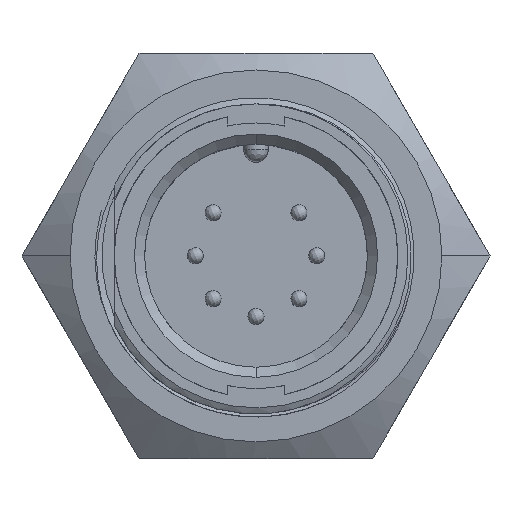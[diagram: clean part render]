
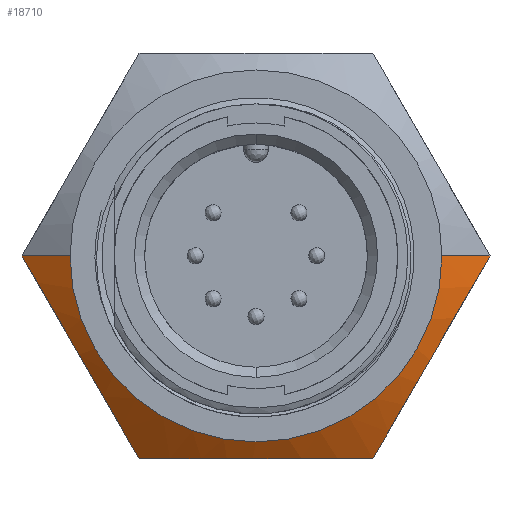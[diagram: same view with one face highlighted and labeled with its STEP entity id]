
A CAD part, top view. The second image highlights one B-rep face of the part: STEP entity #18710.
In plain terms, the highlighted conical face has half-angle 55 degrees and reference radius 14.683 mm.
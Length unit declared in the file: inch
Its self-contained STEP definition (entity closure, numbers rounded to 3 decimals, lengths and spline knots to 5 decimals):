
#598 = CARTESIAN_POINT ( 'NONE',  ( 0.04858, -0.5, -0.34357 ) ) ;
#699 = CARTESIAN_POINT ( 'NONE',  ( -0.38413, -0.33466, -0.34856 ) ) ;
#1093 = VERTEX_POINT ( 'NONE', #12291 ) ;
#1285 = ORIENTED_EDGE ( 'NONE', *, *, #17293, .T. ) ;
#1397 = CARTESIAN_POINT ( 'NONE',  ( -0.57735, 0., -0.3965 ) ) ;
#1406 = VERTEX_POINT ( 'NONE', #1397 ) ;
#1430 = DIRECTION ( 'NONE',  ( 0., 0., -1. ) ) ;
#1618 = CARTESIAN_POINT ( 'NONE',  ( 0.48189, -0.16534, -0.34856 ) ) ;
#2349 = CARTESIAN_POINT ( 'NONE',  ( 0.12209, -0.5, -0.35226 ) ) ;
#2436 = CARTESIAN_POINT ( 'NONE',  ( -0.33578, -0.41841, -0.36648 ) ) ;
#2866 = EDGE_CURVE ( 'NONE', #1093, #22260, #12820, .T. ) ;
#2994 = EDGE_LOOP ( 'NONE', ( #12839, #1285, #11638, #20043, #18654, #16027 ) ) ;
#3363 = CARTESIAN_POINT ( 'NONE',  ( 0.53024, -0.08159, -0.36648 ) ) ;
#4073 = CARTESIAN_POINT ( 'NONE',  ( 0.24185, -0.5, -0.38011 ) ) ;
#4156 = EDGE_CURVE ( 'NONE', #22260, #5472, #7904, .T. ) ;
#4180 = CARTESIAN_POINT ( 'NONE',  ( -0.28868, -0.5, -0.3965 ) ) ;
#4894 = EDGE_CURVE ( 'NONE', #6210, #5472, #18496, .T. ) ;
#5075 = CARTESIAN_POINT ( 'NONE',  ( 0.45881, 0., -0.3135 ) ) ;
#5087 = CARTESIAN_POINT ( 'NONE',  ( 0.57735, 0., -0.3965 ) ) ;
#5285 = VECTOR ( 'NONE', #19935, 39.37008 ) ;
#5472 = VERTEX_POINT ( 'NONE', #14105 ) ;
#6109 = AXIS2_PLACEMENT_3D ( 'NONE', #22385, #6899, #20726 ) ;
#6111 = CARTESIAN_POINT ( 'NONE',  ( 0.57806, 0., -0.397 ) ) ;
#6210 = VERTEX_POINT ( 'NONE', #5075 ) ;
#6760 = CARTESIAN_POINT ( 'NONE',  ( 0.28868, -0.5, -0.3965 ) ) ;
#6899 = DIRECTION ( 'NONE',  ( 0., 0., -1. ) ) ;
#6924 = LINE ( 'NONE', #17136, #15539 ) ;
#7269 = CARTESIAN_POINT ( 'NONE',  ( -0.28868, -0.5, -0.3965 ) ) ;
#7524 = CARTESIAN_POINT ( 'NONE',  ( -0.55401, -0.04043, -0.38015 ) ) ;
#7589 = CARTESIAN_POINT ( 'NONE',  ( -0.53042, -0.08128, -0.3666 ) ) ;
#7904 = B_SPLINE_CURVE_WITH_KNOTS ( 'NONE', 3,
 ( #6760, #18817, #8511, #20580, #10249, #22331, #11992, #1618, #13699, #3363, #15411, #5087 ),
 .UNSPECIFIED., .F., .F.,
 ( 4, 2, 2, 2, 2, 4 ),
 ( 0., 0.00372, 0.00743, 0.00929, 0.01115, 0.01486 ),
 .UNSPECIFIED. ) ;
#8187 = CARTESIAN_POINT ( 'NONE',  ( -0.45881, 0., -0.3135 ) ) ;
#8511 = CARTESIAN_POINT ( 'NONE',  ( 0.3356, -0.41872, -0.3666 ) ) ;
#9215 = CARTESIAN_POINT ( 'NONE',  ( -0.09912, -0.5, -0.3477 ) ) ;
#9314 = CARTESIAN_POINT ( 'NONE',  ( -0.45829, -0.20621, -0.34242 ) ) ;
#9884 = CIRCLE ( 'NONE', #20587, 0.45881 ) ;
#10249 = CARTESIAN_POINT ( 'NONE',  ( 0.40773, -0.29379, -0.34242 ) ) ;
#10962 = CARTESIAN_POINT ( 'NONE',  ( 0.02359, -0.5, -0.3423 ) ) ;
#11053 = CARTESIAN_POINT ( 'NONE',  ( -0.40872, -0.29208, -0.34357 ) ) ;
#11638 = ORIENTED_EDGE ( 'NONE', *, *, #17172, .T. ) ;
#11792 = CARTESIAN_POINT ( 'NONE',  ( 0., 0., -0.3135 ) ) ;
#11992 = CARTESIAN_POINT ( 'NONE',  ( 0.4573, -0.20792, -0.34357 ) ) ;
#12291 = CARTESIAN_POINT ( 'NONE',  ( -0.28868, -0.5, -0.3965 ) ) ;
#12698 = CARTESIAN_POINT ( 'NONE',  ( 0.09776, -0.5, -0.34856 ) ) ;
#12798 = CARTESIAN_POINT ( 'NONE',  ( -0.37197, -0.35574, -0.35226 ) ) ;
#12820 = B_SPLINE_CURVE_WITH_KNOTS ( 'NONE', 3,
 ( #7269, #14336, #19552, #9215, #21308, #10962, #598, #12698, #2349, #14411, #4073, #16126 ),
 .UNSPECIFIED., .F., .F.,
 ( 4, 2, 2, 2, 2, 4 ),
 ( 0., 0.00372, 0.00743, 0.00929, 0.01115, 0.01486 ),
 .UNSPECIFIED. ) ;
#12839 = ORIENTED_EDGE ( 'NONE', *, *, #4894, .F. ) ;
#13504 = DIRECTION ( 'NONE',  ( -1., 0., 0. ) ) ;
#13699 = CARTESIAN_POINT ( 'NONE',  ( 0.49406, -0.14426, -0.35226 ) ) ;
#14105 = CARTESIAN_POINT ( 'NONE',  ( 0.57735, 0., -0.3965 ) ) ;
#14336 = CARTESIAN_POINT ( 'NONE',  ( -0.24199, -0.5, -0.38015 ) ) ;
#14411 = CARTESIAN_POINT ( 'NONE',  ( 0.19446, -0.5, -0.36648 ) ) ;
#14502 = CARTESIAN_POINT ( 'NONE',  ( -0.31209, -0.45945, -0.38011 ) ) ;
#14557 = EDGE_CURVE ( 'NONE', #1406, #1093, #15556, .T. ) ;
#15411 = CARTESIAN_POINT ( 'NONE',  ( 0.55394, -0.04055, -0.38011 ) ) ;
#15539 = VECTOR ( 'NONE', #18871, 39.37008 ) ;
#15556 = B_SPLINE_CURVE_WITH_KNOTS ( 'NONE', 3,
 ( #17822, #7524, #7589, #19646, #9314, #21398, #11053, #699, #12798, #2436, #14502, #4180 ),
 .UNSPECIFIED., .F., .F.,
 ( 4, 2, 2, 2, 2, 4 ),
 ( 0., 0.00372, 0.00743, 0.00929, 0.01115, 0.01486 ),
 .UNSPECIFIED. ) ;
#16027 = ORIENTED_EDGE ( 'NONE', *, *, #4156, .T. ) ;
#16091 = CARTESIAN_POINT ( 'NONE',  ( 0.28868, -0.5, -0.3965 ) ) ;
#16126 = CARTESIAN_POINT ( 'NONE',  ( 0.28868, -0.5, -0.3965 ) ) ;
#17136 = CARTESIAN_POINT ( 'NONE',  ( -0.57806, 0., -0.397 ) ) ;
#17172 = EDGE_CURVE ( 'NONE', #18486, #1406, #6924, .T. ) ;
#17293 = EDGE_CURVE ( 'NONE', #6210, #18486, #9884, .T. ) ;
#17411 = FACE_OUTER_BOUND ( 'NONE', #2994, .T. ) ;
#17822 = CARTESIAN_POINT ( 'NONE',  ( -0.57735, 0., -0.3965 ) ) ;
#18486 = VERTEX_POINT ( 'NONE', #8187 ) ;
#18496 = LINE ( 'NONE', #6111, #5285 ) ;
#18654 = ORIENTED_EDGE ( 'NONE', *, *, #2866, .T. ) ;
#18710 = ADVANCED_FACE ( 'NONE', ( #17411 ), #20953, .T. ) ;
#18817 = CARTESIAN_POINT ( 'NONE',  ( 0.31202, -0.45957, -0.38015 ) ) ;
#18871 = DIRECTION ( 'NONE',  ( -0.819, 0., -0.574 ) ) ;
#19552 = CARTESIAN_POINT ( 'NONE',  ( -0.19482, -0.5, -0.3666 ) ) ;
#19646 = CARTESIAN_POINT ( 'NONE',  ( -0.48257, -0.16416, -0.3477 ) ) ;
#19935 = DIRECTION ( 'NONE',  ( 0.819, 0., -0.574 ) ) ;
#20043 = ORIENTED_EDGE ( 'NONE', *, *, #14557, .T. ) ;
#20580 = CARTESIAN_POINT ( 'NONE',  ( 0.38345, -0.33584, -0.3477 ) ) ;
#20587 = AXIS2_PLACEMENT_3D ( 'NONE', #11792, #1430, #13504 ) ;
#20726 = DIRECTION ( 'NONE',  ( -1., 0., 0. ) ) ;
#20953 = CONICAL_SURFACE ( 'NONE', #6109, 0.57806, 0.96 ) ;
#21308 = CARTESIAN_POINT ( 'NONE',  ( -0.05056, -0.5, -0.34242 ) ) ;
#21398 = CARTESIAN_POINT ( 'NONE',  ( -0.42122, -0.27043, -0.3423 ) ) ;
#22260 = VERTEX_POINT ( 'NONE', #16091 ) ;
#22331 = CARTESIAN_POINT ( 'NONE',  ( 0.44481, -0.22957, -0.3423 ) ) ;
#22385 = CARTESIAN_POINT ( 'NONE',  ( 0., 0., -0.397 ) ) ;
